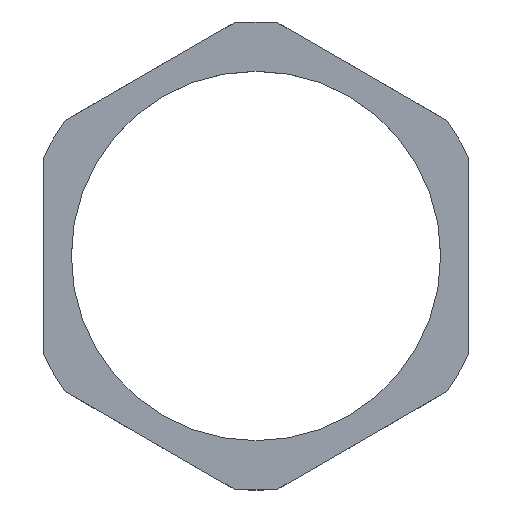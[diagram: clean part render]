
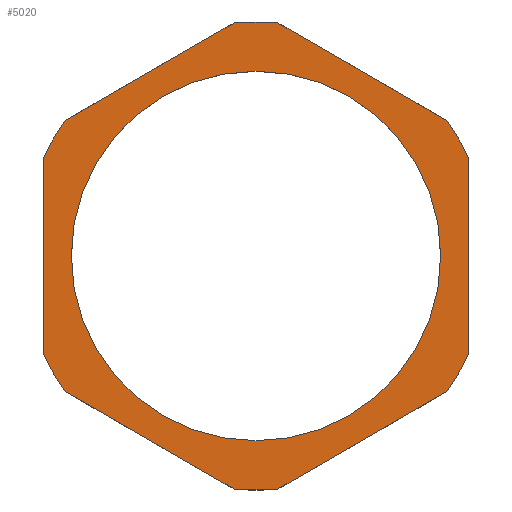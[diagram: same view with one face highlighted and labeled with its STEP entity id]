
A CAD part, top view. The second image highlights one B-rep face of the part: STEP entity #5020.
In plain terms, the highlighted planar face has unit normal (0, 0, 1).
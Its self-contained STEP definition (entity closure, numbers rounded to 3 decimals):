
#100=CARTESIAN_POINT('',(30.375,0.,5.));
#110=VERTEX_POINT('',#100);
#160=CARTESIAN_POINT('',(0.,0.,5.));
#170=DIRECTION('',(0.,0.,-1.));
#180=DIRECTION('',(-1.,0.,0.));
#190=AXIS2_PLACEMENT_3D('',#160,#170,#180);
#200=CIRCLE('',#190,30.375);
#210=CARTESIAN_POINT('',(-30.375,0.,5.));
#220=VERTEX_POINT('',#210);
#230=EDGE_CURVE('',#110,#220,#200,.T.);
#2430=CARTESIAN_POINT('',(-3.61,38.33,5.));
#2440=VERTEX_POINT('',#2430);
#2620=CARTESIAN_POINT('',(3.61,38.33,5.));
#2630=VERTEX_POINT('',#2620);
#2660=CARTESIAN_POINT('',(0.,0.,5.));
#2670=DIRECTION('',(0.,0.,-1.));
#2680=DIRECTION('',(0.,1.,0.));
#2690=AXIS2_PLACEMENT_3D('',#2660,#2670,#2680);
#2700=CIRCLE('',#2690,38.5);
#2710=EDGE_CURVE('',#2440,#2630,#2700,.T.);
#3980=CARTESIAN_POINT('',(35.,-20.207,5.));
#3990=DIRECTION('',(0.,0.,1.));
#4000=DIRECTION('',(1.,0.,0.));
#4010=AXIS2_PLACEMENT_3D('',#3980,#3990,#4000);
#4020=PLANE('',#4010);
#4030=EDGE_CURVE('',#220,#110,#200,.T.);
#4040=ORIENTED_EDGE('',*,*,#4030,.T.);
#4050=ORIENTED_EDGE('',*,*,#230,.T.);
#4060=EDGE_LOOP('',(#4050,#4040));
#4070=FACE_BOUND('',#4060,.T.);
#4080=CARTESIAN_POINT('',(0.,0.,5.));
#4090=DIRECTION('',(0.,0.,-1.));
#4100=DIRECTION('',(0.,1.,0.));
#4110=AXIS2_PLACEMENT_3D('',#4080,#4090,#4100);
#4120=CIRCLE('',#4110,38.5);
#4130=CARTESIAN_POINT('',(3.61,-38.33,5.));
#4140=VERTEX_POINT('',#4130);
#4150=CARTESIAN_POINT('',(-3.61,-38.33,5.));
#4160=VERTEX_POINT('',#4150);
#4170=EDGE_CURVE('',#4140,#4160,#4120,.T.);
#4180=ORIENTED_EDGE('',*,*,#4170,.F.);
#4190=CARTESIAN_POINT('',(-35.,-20.207,5.));
#4200=DIRECTION('',(0.866,-0.5,0.));
#4210=VECTOR('',#4200,1000.);
#4220=LINE('',#4190,#4210);
#4230=CARTESIAN_POINT('',(-31.39,-22.291,5.));
#4240=VERTEX_POINT('',#4230);
#4250=EDGE_CURVE('',#4240,#4160,#4220,.T.);
#4260=ORIENTED_EDGE('',*,*,#4250,.T.);
#4270=CARTESIAN_POINT('',(0.,0.,5.));
#4280=DIRECTION('',(0.,0.,-1.));
#4290=DIRECTION('',(0.,1.,0.));
#4300=AXIS2_PLACEMENT_3D('',#4270,#4280,#4290);
#4310=CIRCLE('',#4300,38.5);
#4320=CARTESIAN_POINT('',(-35.,-16.039,5.));
#4330=VERTEX_POINT('',#4320);
#4340=EDGE_CURVE('',#4240,#4330,#4310,.T.);
#4350=ORIENTED_EDGE('',*,*,#4340,.F.);
#4360=CARTESIAN_POINT('',(-35.,20.207,5.));
#4370=DIRECTION('',(0.,-1.,0.));
#4380=VECTOR('',#4370,1000.);
#4390=LINE('',#4360,#4380);
#4400=CARTESIAN_POINT('',(-35.,16.039,5.));
#4410=VERTEX_POINT('',#4400);
#4420=EDGE_CURVE('',#4410,#4330,#4390,.T.);
#4430=ORIENTED_EDGE('',*,*,#4420,.T.);
#4440=CARTESIAN_POINT('',(0.,0.,5.));
#4450=DIRECTION('',(0.,0.,-1.));
#4460=DIRECTION('',(0.,1.,0.));
#4470=AXIS2_PLACEMENT_3D('',#4440,#4450,#4460);
#4480=CIRCLE('',#4470,38.5);
#4490=CARTESIAN_POINT('',(-31.39,22.291,5.));
#4500=VERTEX_POINT('',#4490);
#4510=EDGE_CURVE('',#4410,#4500,#4480,.T.);
#4520=ORIENTED_EDGE('',*,*,#4510,.F.);
#4530=CARTESIAN_POINT('',(0.,40.415,5.));
#4540=DIRECTION('',(-0.866,-0.5,0.));
#4550=VECTOR('',#4540,1000.);
#4560=LINE('',#4530,#4550);
#4570=EDGE_CURVE('',#2440,#4500,#4560,.T.);
#4580=ORIENTED_EDGE('',*,*,#4570,.T.);
#4590=ORIENTED_EDGE('',*,*,#2710,.F.);
#4600=CARTESIAN_POINT('',(35.,20.207,5.));
#4610=DIRECTION('',(-0.866,0.5,0.));
#4620=VECTOR('',#4610,1000.);
#4630=LINE('',#4600,#4620);
#4640=CARTESIAN_POINT('',(31.39,22.291,5.));
#4650=VERTEX_POINT('',#4640);
#4660=EDGE_CURVE('',#4650,#2630,#4630,.T.);
#4670=ORIENTED_EDGE('',*,*,#4660,.T.);
#4680=CARTESIAN_POINT('',(0.,0.,5.));
#4690=DIRECTION('',(0.,0.,-1.));
#4700=DIRECTION('',(0.,1.,0.));
#4710=AXIS2_PLACEMENT_3D('',#4680,#4690,#4700);
#4720=CIRCLE('',#4710,38.5);
#4730=CARTESIAN_POINT('',(35.,16.039,5.));
#4740=VERTEX_POINT('',#4730);
#4750=EDGE_CURVE('',#4650,#4740,#4720,.T.);
#4760=ORIENTED_EDGE('',*,*,#4750,.F.);
#4770=CARTESIAN_POINT('',(35.,-20.207,5.));
#4780=DIRECTION('',(0.,1.,0.));
#4790=VECTOR('',#4780,1000.);
#4800=LINE('',#4770,#4790);
#4810=CARTESIAN_POINT('',(35.,-16.039,5.));
#4820=VERTEX_POINT('',#4810);
#4830=EDGE_CURVE('',#4820,#4740,#4800,.T.);
#4840=ORIENTED_EDGE('',*,*,#4830,.T.);
#4850=CARTESIAN_POINT('',(0.,0.,5.));
#4860=DIRECTION('',(0.,0.,-1.));
#4870=DIRECTION('',(0.,1.,0.));
#4880=AXIS2_PLACEMENT_3D('',#4850,#4860,#4870);
#4890=CIRCLE('',#4880,38.5);
#4900=CARTESIAN_POINT('',(31.39,-22.291,5.));
#4910=VERTEX_POINT('',#4900);
#4920=EDGE_CURVE('',#4820,#4910,#4890,.T.);
#4930=ORIENTED_EDGE('',*,*,#4920,.F.);
#4940=CARTESIAN_POINT('',(0.,-40.415,5.));
#4950=DIRECTION('',(0.866,0.5,0.));
#4960=VECTOR('',#4950,1000.);
#4970=LINE('',#4940,#4960);
#4980=EDGE_CURVE('',#4140,#4910,#4970,.T.);
#4990=ORIENTED_EDGE('',*,*,#4980,.T.);
#5000=EDGE_LOOP('',(#4990,#4930,#4840,#4760,#4670,#4590,#4580,#4520,
#4430,#4350,#4260,#4180));
#5010=FACE_OUTER_BOUND('',#5000,.T.);
#5020=ADVANCED_FACE('',(#4070,#5010),#4020,.T.);
